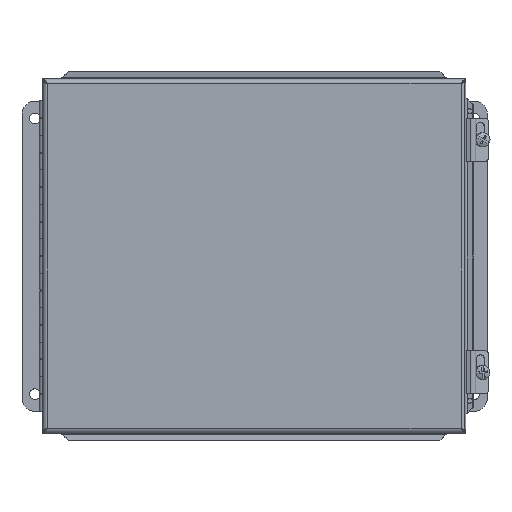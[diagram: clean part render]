
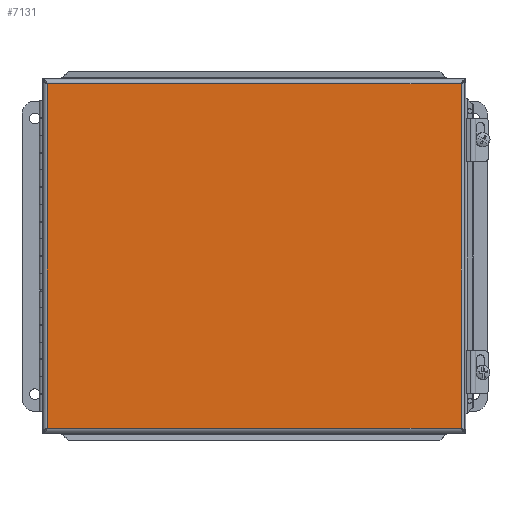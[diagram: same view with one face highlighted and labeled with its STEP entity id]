
A CAD part, top view. The second image highlights one B-rep face of the part: STEP entity #7131.
In plain terms, the highlighted planar face has unit normal (0, 0, 1).
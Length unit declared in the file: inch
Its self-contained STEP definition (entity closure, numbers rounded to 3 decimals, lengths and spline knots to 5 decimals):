
#823=PLANE('',#7904);
#1374=LINE('',#12078,#2068);
#1414=LINE('',#12346,#2108);
#1517=LINE('',#12746,#2211);
#1518=LINE('',#12748,#2212);
#2068=VECTOR('',#9364,0.3937);
#2108=VECTOR('',#9428,0.3937);
#2211=VECTOR('',#9699,0.3937);
#2212=VECTOR('',#9702,0.3937);
#2688=FACE_OUTER_BOUND('',#3128,.T.);
#3128=EDGE_LOOP('',(#6739,#6740,#6741,#6742));
#3756=VERTEX_POINT('',#11799);
#3787=VERTEX_POINT('',#11947);
#3815=VERTEX_POINT('',#12077);
#3835=VERTEX_POINT('',#12259);
#4667=EDGE_CURVE('',#3815,#3787,#1374,.T.);
#4718=EDGE_CURVE('',#3756,#3835,#1414,.T.);
#4851=EDGE_CURVE('',#3787,#3756,#1517,.T.);
#4852=EDGE_CURVE('',#3835,#3815,#1518,.T.);
#6739=ORIENTED_EDGE('',*,*,#4851,.T.);
#6740=ORIENTED_EDGE('',*,*,#4718,.T.);
#6741=ORIENTED_EDGE('',*,*,#4852,.T.);
#6742=ORIENTED_EDGE('',*,*,#4667,.T.);
#7131=ADVANCED_FACE('',(#2688),#823,.T.);
#7904=AXIS2_PLACEMENT_3D('',#12749,#9703,#9704);
#9364=DIRECTION('',(0.,-1.,0.));
#9428=DIRECTION('',(0.,1.,0.));
#9699=DIRECTION('',(1.,0.,0.));
#9702=DIRECTION('',(-1.,0.,0.));
#9703=DIRECTION('center_axis',(0.,0.,1.));
#9704=DIRECTION('ref_axis',(1.,0.,0.));
#11799=CARTESIAN_POINT('',(6.0035,-5.0035,0.059));
#11947=CARTESIAN_POINT('',(-6.0035,-5.0035,0.059));
#12077=CARTESIAN_POINT('',(-6.0035,5.0035,0.059));
#12078=CARTESIAN_POINT('',(-6.0035,2.50175,0.059));
#12259=CARTESIAN_POINT('',(6.0035,5.0035,0.059));
#12346=CARTESIAN_POINT('',(6.0035,-2.50175,0.059));
#12746=CARTESIAN_POINT('',(-3.00175,-5.0035,0.059));
#12748=CARTESIAN_POINT('',(3.00175,5.0035,0.059));
#12749=CARTESIAN_POINT('Origin',(0.,0.,0.059));
